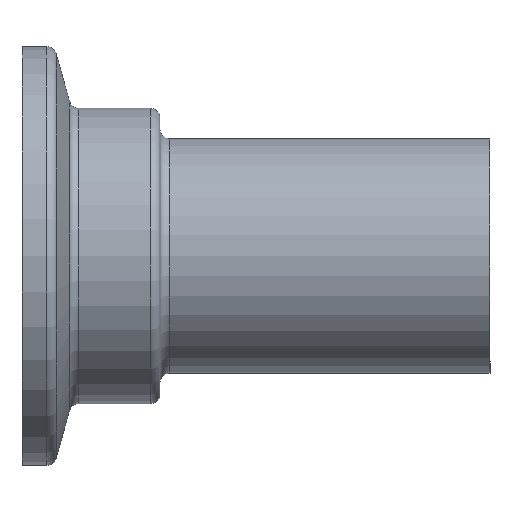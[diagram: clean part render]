
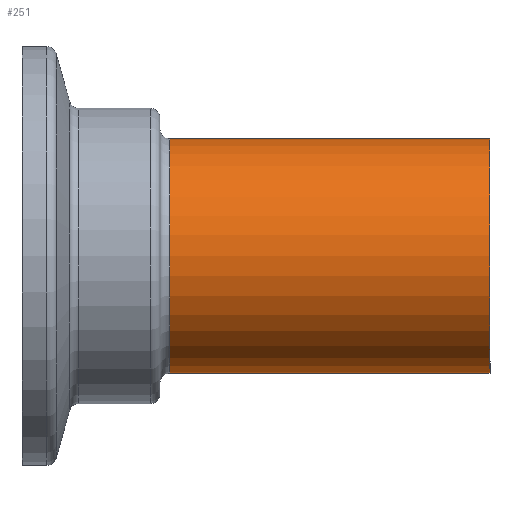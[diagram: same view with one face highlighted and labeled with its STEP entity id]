
A CAD part, top view. The second image highlights one B-rep face of the part: STEP entity #251.
In plain terms, the highlighted cylindrical face has radius 9.53 mm (diameter 19.06 mm), a partial arc.
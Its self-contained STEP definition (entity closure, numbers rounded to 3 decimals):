
#17 = CARTESIAN_POINT ( 'NONE',  ( 1.62, 29.895, 0. ) ) ;
#35 = DIRECTION ( 'NONE',  ( 0., -1., 0. ) ) ;
#45 = LINE ( 'NONE', #54, #390 ) ;
#52 = AXIS2_PLACEMENT_3D ( 'NONE', #464, #224, #110 ) ;
#54 = CARTESIAN_POINT ( 'NONE',  ( -172.678, 10.835, 0. ) ) ;
#73 = CARTESIAN_POINT ( 'NONE',  ( 27.62, 29.895, 0. ) ) ;
#97 = DIRECTION ( 'NONE',  ( -1., 0., 0. ) ) ;
#98 = CARTESIAN_POINT ( 'NONE',  ( 1.62, 10.835, 0. ) ) ;
#101 = VERTEX_POINT ( 'NONE', #586 ) ;
#107 = CYLINDRICAL_SURFACE ( 'NONE', #665, 9.53 ) ;
#110 = DIRECTION ( 'NONE',  ( 0., -1., 0. ) ) ;
#120 = EDGE_CURVE ( 'NONE', #101, #441, #149, .T. ) ;
#149 = CIRCLE ( 'NONE', #185, 9.53 ) ;
#160 = CARTESIAN_POINT ( 'NONE',  ( -172.678, 20.365, 0. ) ) ;
#168 = FACE_OUTER_BOUND ( 'NONE', #646, .T. ) ;
#176 = ORIENTED_EDGE ( 'NONE', *, *, #538, .F. ) ;
#185 = AXIS2_PLACEMENT_3D ( 'NONE', #403, #531, #35 ) ;
#197 = ORIENTED_EDGE ( 'NONE', *, *, #563, .F. ) ;
#222 = VECTOR ( 'NONE', #97, 1000. ) ;
#224 = DIRECTION ( 'NONE',  ( -1., 0., 0. ) ) ;
#251 = ADVANCED_FACE ( 'NONE', ( #168 ), #107, .T. ) ;
#259 = VERTEX_POINT ( 'NONE', #17 ) ;
#260 = CARTESIAN_POINT ( 'NONE',  ( -172.678, 29.895, 0. ) ) ;
#347 = DIRECTION ( 'NONE',  ( -1., 0., 0. ) ) ;
#350 = DIRECTION ( 'NONE',  ( -1., 0., 0. ) ) ;
#390 = VECTOR ( 'NONE', #350, 1000. ) ;
#392 = ORIENTED_EDGE ( 'NONE', *, *, #120, .T. ) ;
#403 = CARTESIAN_POINT ( 'NONE',  ( 27.62, 20.365, 0. ) ) ;
#441 = VERTEX_POINT ( 'NONE', #73 ) ;
#448 = LINE ( 'NONE', #260, #222 ) ;
#464 = CARTESIAN_POINT ( 'NONE',  ( 1.62, 20.365, 0. ) ) ;
#531 = DIRECTION ( 'NONE',  ( -1., 0., 0. ) ) ;
#538 = EDGE_CURVE ( 'NONE', #101, #571, #45, .T. ) ;
#563 = EDGE_CURVE ( 'NONE', #571, #259, #672, .T. ) ;
#571 = VERTEX_POINT ( 'NONE', #98 ) ;
#586 = CARTESIAN_POINT ( 'NONE',  ( 27.62, 10.835, 0. ) ) ;
#598 = DIRECTION ( 'NONE',  ( 0., -1., 0. ) ) ;
#615 = ORIENTED_EDGE ( 'NONE', *, *, #776, .T. ) ;
#646 = EDGE_LOOP ( 'NONE', ( #392, #615, #197, #176 ) ) ;
#665 = AXIS2_PLACEMENT_3D ( 'NONE', #160, #347, #598 ) ;
#672 = CIRCLE ( 'NONE', #52, 9.53 ) ;
#776 = EDGE_CURVE ( 'NONE', #441, #259, #448, .T. ) ;
